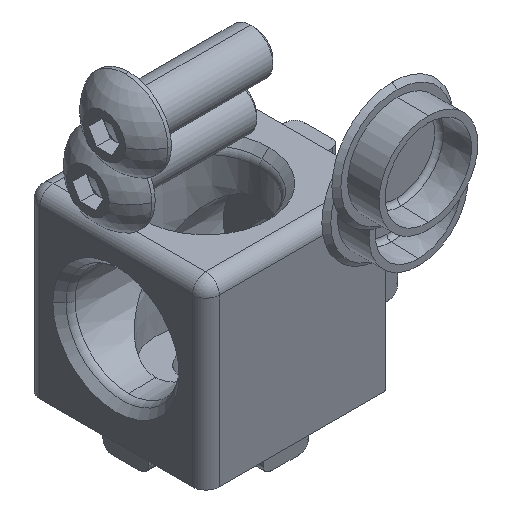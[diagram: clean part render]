
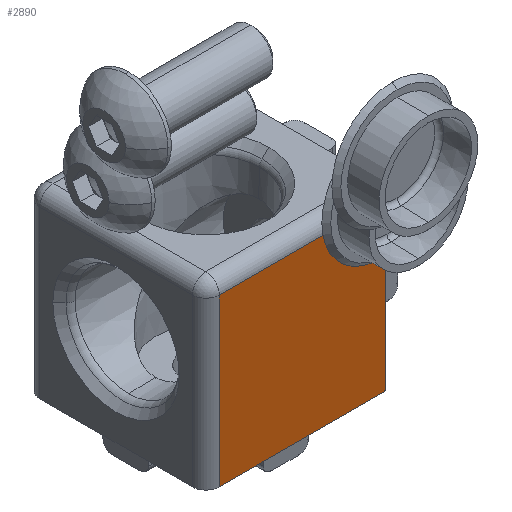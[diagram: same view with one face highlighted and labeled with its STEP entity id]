
A CAD part, isometric view. The second image highlights one B-rep face of the part: STEP entity #2890.
In plain terms, the highlighted planar face has unit normal (0, -1, 0).
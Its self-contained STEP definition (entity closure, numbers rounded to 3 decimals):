
#118 = FACE_OUTER_BOUND ( 'NONE', #1347, .T. ) ;
#240 = DIRECTION ( 'NONE',  ( 0., 0., -1. ) ) ;
#280 = CARTESIAN_POINT ( 'NONE',  ( -8.5, -10., 10. ) ) ;
#443 = CARTESIAN_POINT ( 'NONE',  ( 10., -10., 8.5 ) ) ;
#489 = CARTESIAN_POINT ( 'NONE',  ( 10., -10., -10. ) ) ;
#654 = EDGE_CURVE ( 'NONE', #831, #837, #5020, .T. ) ;
#672 = EDGE_CURVE ( 'NONE', #1092, #831, #5039, .T. ) ;
#707 = EDGE_CURVE ( 'NONE', #1092, #1075, #5091, .T. ) ;
#831 = VERTEX_POINT ( 'NONE', #4246 ) ;
#837 = VERTEX_POINT ( 'NONE', #4241 ) ;
#1075 = VERTEX_POINT ( 'NONE', #489 ) ;
#1092 = VERTEX_POINT ( 'NONE', #443 ) ;
#1347 = EDGE_LOOP ( 'NONE', ( #5704, #5717, #5668, #5714 ) ) ;
#2527 = LINE ( 'NONE', #6812, #2529 ) ;
#2529 = VECTOR ( 'NONE', #6821, 1000. ) ;
#2890 = ADVANCED_FACE ( 'NONE', ( #118 ), #6141, .F. ) ;
#4241 = CARTESIAN_POINT ( 'NONE',  ( -8.5, -10., -10. ) ) ;
#4246 = CARTESIAN_POINT ( 'NONE',  ( -8.5, -10., 8.5 ) ) ;
#4552 = CARTESIAN_POINT ( 'NONE',  ( -10., -10., 8.5 ) ) ;
#4557 = DIRECTION ( 'NONE',  ( -1., 0., 0. ) ) ;
#5020 = LINE ( 'NONE', #280, #5021 ) ;
#5021 = VECTOR ( 'NONE', #240, 1000. ) ;
#5039 = LINE ( 'NONE', #4552, #5042 ) ;
#5042 = VECTOR ( 'NONE', #4557, 1000. ) ;
#5091 = LINE ( 'NONE', #6863, #5096 ) ;
#5096 = VECTOR ( 'NONE', #6865, 1000. ) ;
#5484 = AXIS2_PLACEMENT_3D ( 'NONE', #6043, #6155, #6035 ) ;
#5668 = ORIENTED_EDGE ( 'NONE', *, *, #654, .T. ) ;
#5704 = ORIENTED_EDGE ( 'NONE', *, *, #707, .F. ) ;
#5714 = ORIENTED_EDGE ( 'NONE', *, *, #6171, .T. ) ;
#5717 = ORIENTED_EDGE ( 'NONE', *, *, #672, .T. ) ;
#6035 = DIRECTION ( 'NONE',  ( 0., 0., 1. ) ) ;
#6043 = CARTESIAN_POINT ( 'NONE',  ( -10., -10., 10. ) ) ;
#6141 = PLANE ( 'NONE',  #5484 ) ;
#6155 = DIRECTION ( 'NONE',  ( 0., 1., 0. ) ) ;
#6171 = EDGE_CURVE ( 'NONE', #837, #1075, #2527, .T. ) ;
#6812 = CARTESIAN_POINT ( 'NONE',  ( -10., -10., -10. ) ) ;
#6821 = DIRECTION ( 'NONE',  ( 1., 0., 0. ) ) ;
#6863 = CARTESIAN_POINT ( 'NONE',  ( 10., -10., 10. ) ) ;
#6865 = DIRECTION ( 'NONE',  ( 0., 0., -1. ) ) ;
